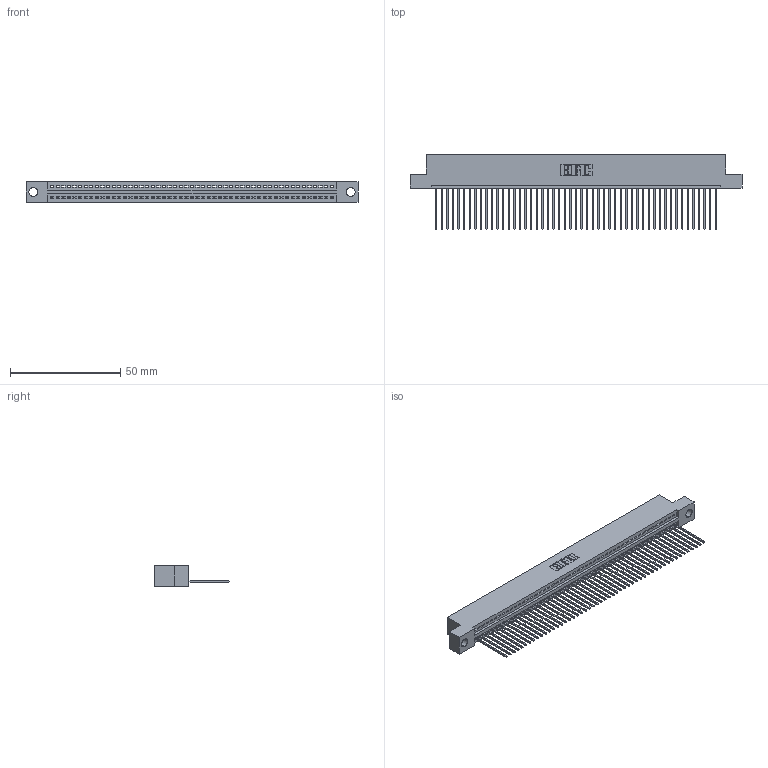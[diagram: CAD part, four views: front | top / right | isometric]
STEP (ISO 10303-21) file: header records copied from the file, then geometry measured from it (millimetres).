
FILE_DESCRIPTION (( 'STEP AP203' ), '1' );
FILE_NAME ('395-051-541-104.STEP', '2021-05-31T21:26:56', ( '' ), ( '' ), 'SwSTEP 2.0', 'SolidWorks 2020', '' );
FILE_SCHEMA (( 'CONFIG_CONTROL_DESIGN' ));
Length unit declared in the file: inch
Products named in the file (3): 395-051-541-104; 345 Part_Flush Mounting Lugs - 0.156 Dia-TI; 345-292-001_345-293-141
Assembly tree (52 placements, depth 2):
  395-051-541-104
    345 Part_Flush Mounting Lugs - 0.156 Dia-TI
    345-292-001_345-293-141  x51
Bounding box: 150.75 x 33.96 x 9.4 mm (x, y, z)
Volume: 14454.4 mm3; surface area: 20163.6 mm2
Topology: 52 solids, 52 shells, 3098 faces, 9353 edges, 6166 vertices
Faces by surface type: plane 2134, cylinder 964
Entity records: 37609 total; most frequent: CARTESIAN_POINT 6523, ORIENTED_EDGE 6506, DIRECTION 5683, EDGE_CURVE 3253, LINE 2917, VECTOR 2917, VERTEX_POINT 2166, AXIS2_PLACEMENT_3D 1383
